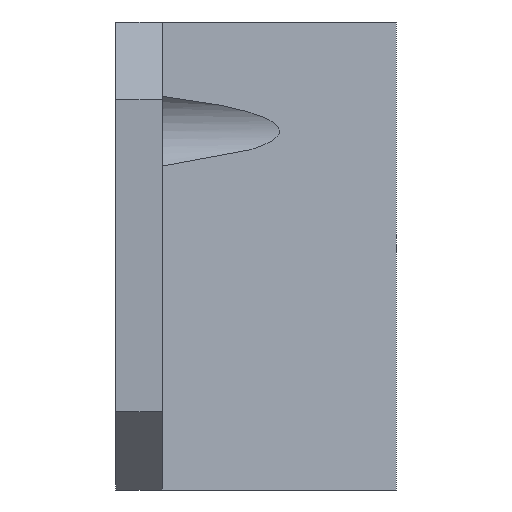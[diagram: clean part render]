
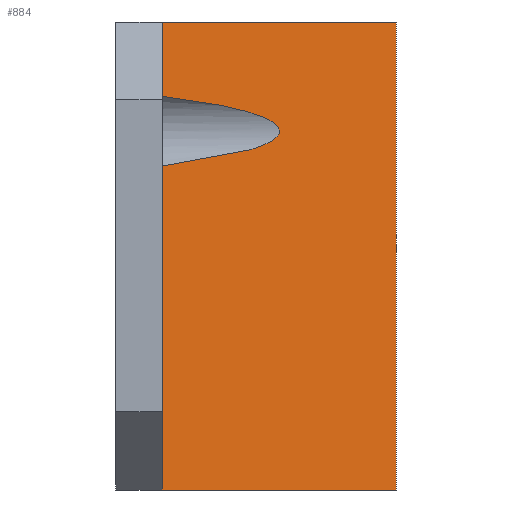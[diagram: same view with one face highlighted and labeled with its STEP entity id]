
A CAD part, left-side view. The second image highlights one B-rep face of the part: STEP entity #884.
In plain terms, the highlighted planar face has unit normal (-0.991, -0.132, 0).
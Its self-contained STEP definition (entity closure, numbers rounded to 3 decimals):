
#3 = DIRECTION ( 'NONE',  ( -0.132, 0.991, 0. ) ) ;
#32 = VERTEX_POINT ( 'NONE', #793 ) ;
#59 = CARTESIAN_POINT ( 'NONE',  ( -4.506, -0.601, 0. ) ) ;
#113 = ORIENTED_EDGE ( 'NONE', *, *, #618, .F. ) ;
#126 = CARTESIAN_POINT ( 'NONE',  ( -3.571, -7.607, -6.042 ) ) ;
#135 = VERTEX_POINT ( 'NONE', #179 ) ;
#154 = CARTESIAN_POINT ( 'NONE',  ( -5., 3.107, 0. ) ) ;
#162 = EDGE_CURVE ( 'NONE', #32, #135, #249, .T. ) ;
#163 = DIRECTION ( 'NONE',  ( 0.991, 0.132, 0. ) ) ;
#179 = CARTESIAN_POINT ( 'NONE',  ( -3., -11.893, 0. ) ) ;
#191 = EDGE_CURVE ( 'NONE', #32, #834, #524, .T. ) ;
#196 = LINE ( 'NONE', #318, #416 ) ;
#217 = ORIENTED_EDGE ( 'NONE', *, *, #698, .T. ) ;
#249 = LINE ( 'NONE', #822, #535 ) ;
#250 = ORIENTED_EDGE ( 'NONE', *, *, #191, .F. ) ;
#256 = ORIENTED_EDGE ( 'NONE', *, *, #940, .F. ) ;
#292 = EDGE_CURVE ( 'NONE', #923, #1014, #353, .T. ) ;
#318 = CARTESIAN_POINT ( 'NONE',  ( -5., 3.107, -30. ) ) ;
#325 = DIRECTION ( 'NONE',  ( 0., 0., 1. ) ) ;
#353 =( BOUNDED_CURVE ( )  B_SPLINE_CURVE ( 3, ( #613, #451, #126, #843 ),
 .UNSPECIFIED., .F., .F. ) 
 B_SPLINE_CURVE_WITH_KNOTS ( ( 4, 4 ),
 ( 2.301, 3.983 ),
 .UNSPECIFIED. ) 
 CURVE ( )  GEOMETRIC_REPRESENTATION_ITEM ( )  RATIONAL_B_SPLINE_CURVE ( ( 1., 0.778, 0.778, 1. ) ) 
 REPRESENTATION_ITEM ( '' )  );
#354 = CARTESIAN_POINT ( 'NONE',  ( -5., 3.107, -4.764 ) ) ;
#367 = ORIENTED_EDGE ( 'NONE', *, *, #162, .T. ) ;
#393 = AXIS2_PLACEMENT_3D ( 'NONE', #663, #163, #735 ) ;
#403 = FACE_OUTER_BOUND ( 'NONE', #417, .T. ) ;
#416 = VECTOR ( 'NONE', #638, 1000. ) ;
#417 = EDGE_LOOP ( 'NONE', ( #824, #113, #250, #367, #217, #256 ) ) ;
#427 = CARTESIAN_POINT ( 'NONE',  ( -5., 3.107, -9.236 ) ) ;
#451 = CARTESIAN_POINT ( 'NONE',  ( -3.571, -7.607, -7.958 ) ) ;
#503 = CARTESIAN_POINT ( 'NONE',  ( -4.506, -0.601, -30. ) ) ;
#507 = VECTOR ( 'NONE', #325, 1000. ) ;
#524 = LINE ( 'NONE', #503, #818 ) ;
#535 = VECTOR ( 'NONE', #899, 1000. ) ;
#555 = VERTEX_POINT ( 'NONE', #154 ) ;
#575 = CARTESIAN_POINT ( 'NONE',  ( -5., 3.107, -30. ) ) ;
#613 = CARTESIAN_POINT ( 'NONE',  ( -5., 3.107, -9.236 ) ) ;
#618 = EDGE_CURVE ( 'NONE', #834, #923, #196, .T. ) ;
#638 = DIRECTION ( 'NONE',  ( 0., 0., 1. ) ) ;
#663 = CARTESIAN_POINT ( 'NONE',  ( -4.506, -0.601, -30. ) ) ;
#698 = EDGE_CURVE ( 'NONE', #135, #555, #751, .T. ) ;
#735 = DIRECTION ( 'NONE',  ( -0.132, 0.991, 0. ) ) ;
#751 = LINE ( 'NONE', #59, #863 ) ;
#793 = CARTESIAN_POINT ( 'NONE',  ( -3., -11.893, -30. ) ) ;
#808 = CARTESIAN_POINT ( 'NONE',  ( -5., 3.107, -30. ) ) ;
#818 = VECTOR ( 'NONE', #3, 1000. ) ;
#822 = CARTESIAN_POINT ( 'NONE',  ( -3., -11.893, -30. ) ) ;
#824 = ORIENTED_EDGE ( 'NONE', *, *, #292, .F. ) ;
#834 = VERTEX_POINT ( 'NONE', #575 ) ;
#843 = CARTESIAN_POINT ( 'NONE',  ( -5., 3.107, -4.764 ) ) ;
#852 = DIRECTION ( 'NONE',  ( -0.132, 0.991, 0. ) ) ;
#863 = VECTOR ( 'NONE', #852, 1000. ) ;
#884 = ADVANCED_FACE ( 'NONE', ( #403 ), #1041, .F. ) ;
#899 = DIRECTION ( 'NONE',  ( 0., 0., 1. ) ) ;
#923 = VERTEX_POINT ( 'NONE', #427 ) ;
#925 = LINE ( 'NONE', #808, #507 ) ;
#940 = EDGE_CURVE ( 'NONE', #1014, #555, #925, .T. ) ;
#1014 = VERTEX_POINT ( 'NONE', #354 ) ;
#1041 = PLANE ( 'NONE',  #393 ) ;
